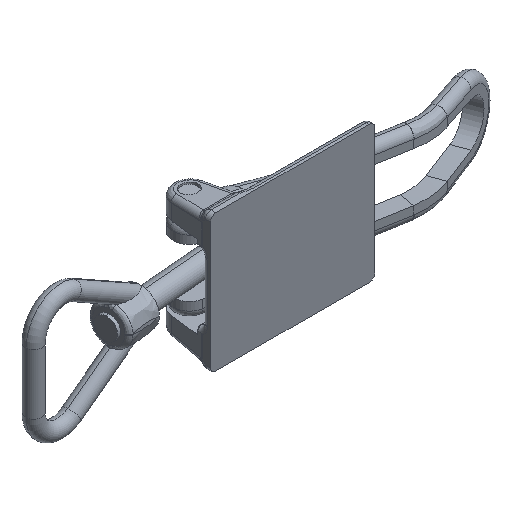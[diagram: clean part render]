
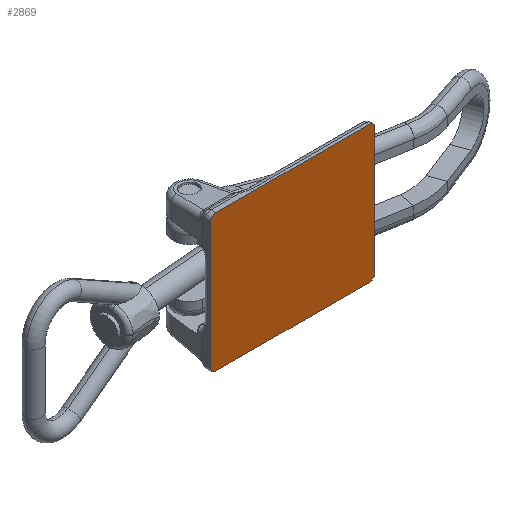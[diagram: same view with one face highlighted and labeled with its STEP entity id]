
A CAD part, isometric view. The second image highlights one B-rep face of the part: STEP entity #2869.
In plain terms, the highlighted planar face has unit normal (0, -1, 0).
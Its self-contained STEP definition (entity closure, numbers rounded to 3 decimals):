
#192 = ORIENTED_EDGE ( 'NONE', *, *, #4264, .T. ) ;
#243 = EDGE_CURVE ( 'NONE', #3666, #1353, #3740, .T. ) ;
#664 = VECTOR ( 'NONE', #9636, 1000. ) ;
#937 = ORIENTED_EDGE ( 'NONE', *, *, #5981, .T. ) ;
#1353 = VERTEX_POINT ( 'NONE', #9349 ) ;
#1382 = EDGE_CURVE ( 'NONE', #3686, #4982, #5711, .T. ) ;
#1501 = LINE ( 'NONE', #3132, #10547 ) ;
#1787 = CARTESIAN_POINT ( 'NONE',  ( -58., 0., -50. ) ) ;
#1851 = ORIENTED_EDGE ( 'NONE', *, *, #1382, .T. ) ;
#1926 = LINE ( 'NONE', #3189, #8614 ) ;
#1943 = CIRCLE ( 'NONE', #3914, 2. ) ;
#1987 = CARTESIAN_POINT ( 'NONE',  ( 0., 0., -2. ) ) ;
#2032 = LINE ( 'NONE', #9958, #10837 ) ;
#2040 = CARTESIAN_POINT ( 'NONE',  ( -2., 0., 0. ) ) ;
#2186 = CARTESIAN_POINT ( 'NONE',  ( -58., 0., -48. ) ) ;
#2206 = DIRECTION ( 'NONE',  ( 0., -1., 0. ) ) ;
#2284 = EDGE_CURVE ( 'NONE', #9082, #4982, #1926, .T. ) ;
#2512 = PLANE ( 'NONE',  #4587 ) ;
#2713 = LINE ( 'NONE', #7782, #664 ) ;
#2869 = ADVANCED_FACE ( 'NONE', ( #3843 ), #2512, .F. ) ;
#3067 = DIRECTION ( 'NONE',  ( 0., 0., 1. ) ) ;
#3092 = CARTESIAN_POINT ( 'NONE',  ( -58., 0., 0. ) ) ;
#3120 = AXIS2_PLACEMENT_3D ( 'NONE', #10426, #9529, #8619 ) ;
#3132 = CARTESIAN_POINT ( 'NONE',  ( 0., 0., 0. ) ) ;
#3189 = CARTESIAN_POINT ( 'NONE',  ( -60., 0., 0. ) ) ;
#3378 = DIRECTION ( 'NONE',  ( 0., 0., 1. ) ) ;
#3547 = CARTESIAN_POINT ( 'NONE',  ( -60., 0., -2. ) ) ;
#3666 = VERTEX_POINT ( 'NONE', #5714 ) ;
#3686 = VERTEX_POINT ( 'NONE', #3092 ) ;
#3740 = CIRCLE ( 'NONE', #3120, 2. ) ;
#3843 = FACE_OUTER_BOUND ( 'NONE', #8053, .T. ) ;
#3914 = AXIS2_PLACEMENT_3D ( 'NONE', #7447, #2206, #8294 ) ;
#4059 = AXIS2_PLACEMENT_3D ( 'NONE', #2186, #8274, #3067 ) ;
#4264 = EDGE_CURVE ( 'NONE', #9082, #10384, #9509, .T. ) ;
#4527 = CARTESIAN_POINT ( 'NONE',  ( -60., 0., -48. ) ) ;
#4587 = AXIS2_PLACEMENT_3D ( 'NONE', #11228, #8590, #3378 ) ;
#4811 = DIRECTION ( 'NONE',  ( 0., 0., 1. ) ) ;
#4982 = VERTEX_POINT ( 'NONE', #3547 ) ;
#5711 = CIRCLE ( 'NONE', #11077, 2. ) ;
#5714 = CARTESIAN_POINT ( 'NONE',  ( -2., 0., -50. ) ) ;
#5981 = EDGE_CURVE ( 'NONE', #6383, #10100, #1943, .T. ) ;
#6383 = VERTEX_POINT ( 'NONE', #1987 ) ;
#6824 = ORIENTED_EDGE ( 'NONE', *, *, #10572, .F. ) ;
#7447 = CARTESIAN_POINT ( 'NONE',  ( -2., 0., -2. ) ) ;
#7462 = ORIENTED_EDGE ( 'NONE', *, *, #2284, .F. ) ;
#7782 = CARTESIAN_POINT ( 'NONE',  ( 0., 0., -50. ) ) ;
#8053 = EDGE_LOOP ( 'NONE', ( #7462, #192, #9196, #11203, #6824, #937, #10578, #1851 ) ) ;
#8274 = DIRECTION ( 'NONE',  ( 0., -1., 0. ) ) ;
#8294 = DIRECTION ( 'NONE',  ( 0., 0., 1. ) ) ;
#8590 = DIRECTION ( 'NONE',  ( 0., 1., 0. ) ) ;
#8614 = VECTOR ( 'NONE', #10209, 1000. ) ;
#8619 = DIRECTION ( 'NONE',  ( 0., 0., 1. ) ) ;
#8804 = DIRECTION ( 'NONE',  ( 0., -1., 0. ) ) ;
#9082 = VERTEX_POINT ( 'NONE', #4527 ) ;
#9196 = ORIENTED_EDGE ( 'NONE', *, *, #10845, .F. ) ;
#9254 = DIRECTION ( 'NONE',  ( 1., 0., 0. ) ) ;
#9349 = CARTESIAN_POINT ( 'NONE',  ( 0., 0., -48. ) ) ;
#9509 = CIRCLE ( 'NONE', #4059, 2. ) ;
#9529 = DIRECTION ( 'NONE',  ( 0., -1., 0. ) ) ;
#9636 = DIRECTION ( 'NONE',  ( -1., 0., 0. ) ) ;
#9769 = EDGE_CURVE ( 'NONE', #3686, #10100, #1501, .T. ) ;
#9958 = CARTESIAN_POINT ( 'NONE',  ( 0., 0., 0. ) ) ;
#10100 = VERTEX_POINT ( 'NONE', #2040 ) ;
#10209 = DIRECTION ( 'NONE',  ( 0., 0., 1. ) ) ;
#10384 = VERTEX_POINT ( 'NONE', #1787 ) ;
#10426 = CARTESIAN_POINT ( 'NONE',  ( -2., 0., -48. ) ) ;
#10547 = VECTOR ( 'NONE', #9254, 1000. ) ;
#10572 = EDGE_CURVE ( 'NONE', #6383, #1353, #2032, .T. ) ;
#10578 = ORIENTED_EDGE ( 'NONE', *, *, #9769, .F. ) ;
#10837 = VECTOR ( 'NONE', #10870, 1000. ) ;
#10845 = EDGE_CURVE ( 'NONE', #3666, #10384, #2713, .T. ) ;
#10870 = DIRECTION ( 'NONE',  ( 0., 0., -1. ) ) ;
#11005 = CARTESIAN_POINT ( 'NONE',  ( -58., 0., -2. ) ) ;
#11077 = AXIS2_PLACEMENT_3D ( 'NONE', #11005, #8804, #4811 ) ;
#11203 = ORIENTED_EDGE ( 'NONE', *, *, #243, .T. ) ;
#11228 = CARTESIAN_POINT ( 'NONE',  ( 0., 0., 0. ) ) ;
